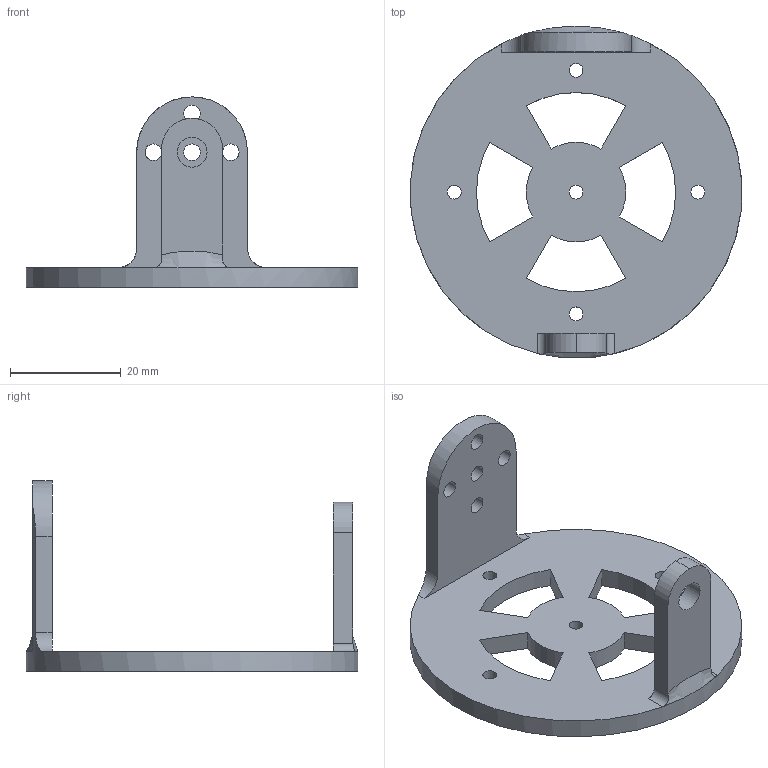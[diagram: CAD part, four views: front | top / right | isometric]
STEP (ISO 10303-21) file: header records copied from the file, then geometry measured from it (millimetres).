
FILE_DESCRIPTION(/* description */ (''),/* implementation_level */ '2;1');
FILE_NAME(/* name */ 'UpperBracket.step',/* time_stamp */ '2018-03-30T19:50:57+05:00',/* author */ (''),/* organization */ (''),/* preprocessor_version */ 'ST-DEVELOPER v16.13',/* originating_system */ 'Autodesk Translation Framework v6.5.0.72',/* authorisation */ '');
FILE_SCHEMA (('AUTOMOTIVE_DESIGN { 1 0 10303 214 3 1 1 }'));
Length unit declared in the file: millimetre
Products named in the file (1): Upper_Bracket (6)
Bounding box: 59.92 x 59.94 x 34.37 mm (x, y, z)
Volume: 10849.5 mm3; surface area: 8176.4 mm2
Topology: 1 solids, 1 shells, 47 faces, 146 edges, 97 vertices
Faces by surface type: cylinder 27, plane 18, bspline 2
Full cylindrical faces by diameter (mm): 2.5 x5, 3 x5, 5.4 x1, 60 x1
Entity records: 1922 total; most frequent: CARTESIAN_POINT 510, ORIENTED_EDGE 288, DIRECTION 277, EDGE_CURVE 144, AXIS2_PLACEMENT_3D 103, VERTEX_POINT 97, EDGE_LOOP 75, LINE 71
